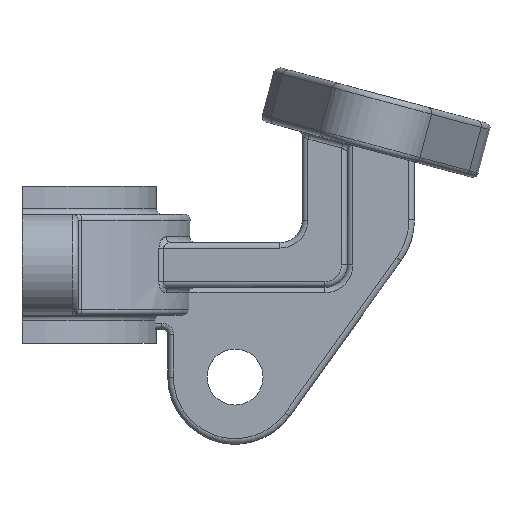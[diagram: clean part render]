
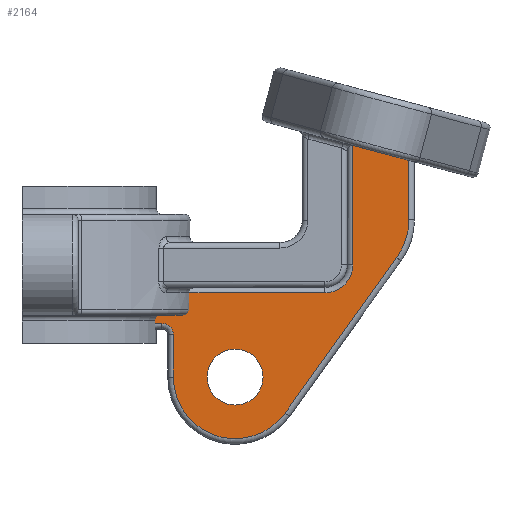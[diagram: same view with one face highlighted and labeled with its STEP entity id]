
A CAD part, left-side view. The second image highlights one B-rep face of the part: STEP entity #2164.
In plain terms, the highlighted planar face has unit normal (-1, 0, 0).
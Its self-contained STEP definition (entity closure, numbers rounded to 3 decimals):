
#65=FACE_BOUND('',#472,.T.);
#102=CIRCLE('',#2335,5.);
#106=CIRCLE('',#2341,5.);
#107=CIRCLE('',#2342,2.);
#108=CIRCLE('',#2343,11.);
#109=CIRCLE('',#2344,11.522);
#330=FACE_OUTER_BOUND('',#471,.T.);
#471=EDGE_LOOP('',(#1528,#1529,#1530,#1531,#1532,#1533,#1534,#1535,#1536,
#1537,#1538,#1539,#1540,#1541));
#472=EDGE_LOOP('',(#1542));
#619=LINE('',#3415,#771);
#622=LINE('',#3423,#774);
#625=LINE('',#3429,#777);
#635=LINE('',#3457,#787);
#646=LINE('',#3496,#798);
#647=LINE('',#3499,#799);
#648=LINE('',#3501,#800);
#649=LINE('',#3505,#801);
#650=LINE('',#3509,#802);
#651=LINE('',#3512,#803);
#771=VECTOR('',#2650,1.565);
#774=VECTOR('',#2657,1.429);
#777=VECTOR('',#2662,4.041);
#787=VECTOR('',#2688,10.353);
#798=VECTOR('',#2727,21.34);
#799=VECTOR('',#2730,29.425);
#800=VECTOR('',#2731,2.294);
#801=VECTOR('',#2734,7.546);
#802=VECTOR('',#2737,34.129);
#803=VECTOR('',#2740,10.631);
#924=VERTEX_POINT('',#3412);
#925=VERTEX_POINT('',#3414);
#928=VERTEX_POINT('',#3422);
#930=VERTEX_POINT('',#3428);
#939=VERTEX_POINT('',#3454);
#940=VERTEX_POINT('',#3456);
#947=VERTEX_POINT('',#3477);
#954=VERTEX_POINT('',#3495);
#955=VERTEX_POINT('',#3497);
#956=VERTEX_POINT('',#3500);
#957=VERTEX_POINT('',#3502);
#958=VERTEX_POINT('',#3504);
#959=VERTEX_POINT('',#3506);
#960=VERTEX_POINT('',#3508);
#961=VERTEX_POINT('',#3510);
#1130=EDGE_CURVE('',#924,#925,#619,.T.);
#1134=EDGE_CURVE('',#925,#928,#622,.T.);
#1137=EDGE_CURVE('',#928,#930,#625,.T.);
#1151=EDGE_CURVE('',#939,#940,#635,.T.);
#1163=EDGE_CURVE('',#947,#947,#102,.T.);
#1171=EDGE_CURVE('',#939,#954,#646,.F.);
#1172=EDGE_CURVE('',#954,#955,#106,.T.);
#1173=EDGE_CURVE('',#955,#930,#647,.F.);
#1174=EDGE_CURVE('',#924,#956,#648,.F.);
#1175=EDGE_CURVE('',#956,#957,#107,.T.);
#1176=EDGE_CURVE('',#957,#958,#649,.F.);
#1177=EDGE_CURVE('',#958,#959,#108,.F.);
#1178=EDGE_CURVE('',#959,#960,#650,.F.);
#1179=EDGE_CURVE('',#960,#961,#109,.F.);
#1180=EDGE_CURVE('',#961,#940,#651,.F.);
#1528=ORIENTED_EDGE('',*,*,#1151,.F.);
#1529=ORIENTED_EDGE('',*,*,#1171,.T.);
#1530=ORIENTED_EDGE('',*,*,#1172,.T.);
#1531=ORIENTED_EDGE('',*,*,#1173,.T.);
#1532=ORIENTED_EDGE('',*,*,#1137,.F.);
#1533=ORIENTED_EDGE('',*,*,#1134,.F.);
#1534=ORIENTED_EDGE('',*,*,#1130,.F.);
#1535=ORIENTED_EDGE('',*,*,#1174,.T.);
#1536=ORIENTED_EDGE('',*,*,#1175,.T.);
#1537=ORIENTED_EDGE('',*,*,#1176,.T.);
#1538=ORIENTED_EDGE('',*,*,#1177,.T.);
#1539=ORIENTED_EDGE('',*,*,#1178,.T.);
#1540=ORIENTED_EDGE('',*,*,#1179,.T.);
#1541=ORIENTED_EDGE('',*,*,#1180,.T.);
#1542=ORIENTED_EDGE('',*,*,#1163,.T.);
#2121=PLANE('',#2340);
#2164=ADVANCED_FACE('',(#330,#65),#2121,.F.);
#2335=AXIS2_PLACEMENT_3D('',#3479,#2711,#2712);
#2340=AXIS2_PLACEMENT_3D('',#3494,#2725,#2726);
#2341=AXIS2_PLACEMENT_3D('',#3498,#2728,#2729);
#2342=AXIS2_PLACEMENT_3D('',#3503,#2732,#2733);
#2343=AXIS2_PLACEMENT_3D('',#3507,#2735,#2736);
#2344=AXIS2_PLACEMENT_3D('',#3511,#2738,#2739);
#2650=DIRECTION('',(0.,0.027,1.));
#2657=DIRECTION('',(0.,-1.,0.));
#2662=DIRECTION('',(0.,-0.142,0.99));
#2688=DIRECTION('',(0.,-0.966,-0.259));
#2711=DIRECTION('center_axis',(1.,0.,0.));
#2712=DIRECTION('ref_axis',(0.,0.,-1.));
#2725=DIRECTION('center_axis',(1.,0.,0.));
#2726=DIRECTION('ref_axis',(0.,0.,-1.));
#2727=DIRECTION('',(0.,0.,1.));
#2728=DIRECTION('center_axis',(1.,0.,0.));
#2729=DIRECTION('ref_axis',(0.,0.,-1.));
#2730=DIRECTION('',(0.,-1.,0.));
#2731=DIRECTION('',(0.,0.999,-0.047));
#2732=DIRECTION('center_axis',(1.,0.,0.));
#2733=DIRECTION('ref_axis',(0.,0.,-1.));
#2734=DIRECTION('',(0.,0.,1.));
#2735=DIRECTION('center_axis',(1.,0.,0.));
#2736=DIRECTION('ref_axis',(0.,0.,-1.));
#2737=DIRECTION('',(0.,0.583,-0.812));
#2738=DIRECTION('center_axis',(1.,0.,0.));
#2739=DIRECTION('ref_axis',(0.,0.,-1.));
#2740=DIRECTION('',(0.,0.,-1.));
#3412=CARTESIAN_POINT('',(-3.,-22.614,-10.564));
#3414=CARTESIAN_POINT('',(-3.,-22.571,-9.));
#3415=CARTESIAN_POINT('',(-3.,-22.614,-10.564));
#3422=CARTESIAN_POINT('',(-3.,-24.,-9.));
#3423=CARTESIAN_POINT('',(-3.,-22.571,-9.));
#3428=CARTESIAN_POINT('',(-3.,-24.575,-5.));
#3429=CARTESIAN_POINT('',(-3.,-24.,-9.));
#3454=CARTESIAN_POINT('',(-3.,-59.,21.34));
#3456=CARTESIAN_POINT('',(-3.,-69.,18.66));
#3457=CARTESIAN_POINT('',(-3.,-59.,21.34));
#3477=CARTESIAN_POINT('',(-3.,-38.,-25.));
#3479=CARTESIAN_POINT('Origin',(-3.,-38.,-20.));
#3494=CARTESIAN_POINT('Origin',(-3.,0.,0.));
#3495=CARTESIAN_POINT('',(-3.,-59.,0.));
#3496=CARTESIAN_POINT('',(-3.,-59.,0.));
#3497=CARTESIAN_POINT('',(-3.,-54.,-5.));
#3498=CARTESIAN_POINT('Origin',(-3.,-54.,0.));
#3499=CARTESIAN_POINT('',(-3.,-24.575,-5.));
#3500=CARTESIAN_POINT('',(-3.,-24.905,-10.456));
#3501=CARTESIAN_POINT('',(-3.,-24.905,-10.456));
#3502=CARTESIAN_POINT('',(-3.,-27.,-12.454));
#3503=CARTESIAN_POINT('Origin',(-3.,-25.,-12.454));
#3504=CARTESIAN_POINT('',(-3.,-27.,-20.));
#3505=CARTESIAN_POINT('',(-3.,-27.,-20.));
#3506=CARTESIAN_POINT('',(-3.,-46.936,-26.415));
#3507=CARTESIAN_POINT('Origin',(-3.,-38.,-20.));
#3508=CARTESIAN_POINT('',(-3.,-66.838,1.31));
#3509=CARTESIAN_POINT('',(-3.,-66.838,1.31));
#3510=CARTESIAN_POINT('',(-3.,-69.,8.029));
#3511=CARTESIAN_POINT('Origin',(-3.,-57.478,8.029));
#3512=CARTESIAN_POINT('',(-3.,-69.,18.66));
